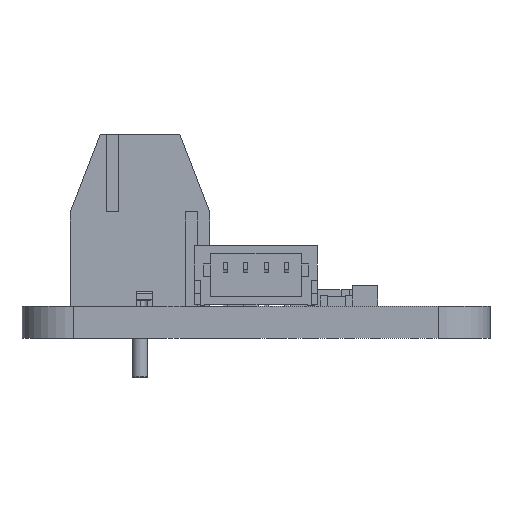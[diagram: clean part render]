
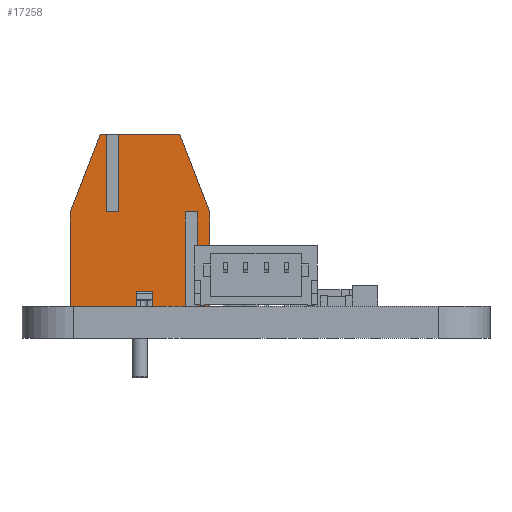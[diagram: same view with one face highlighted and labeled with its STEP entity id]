
A CAD part, left-side view. The second image highlights one B-rep face of the part: STEP entity #17258.
In plain terms, the highlighted face is planar.
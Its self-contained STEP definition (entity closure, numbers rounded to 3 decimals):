
#633=PLANE('',#18835);
#1537=FACE_OUTER_BOUND('',#2616,.T.);
#2616=EDGE_LOOP('',(#12987,#12988,#12989,#12990,#12991,#12992,#12993,#12994,
#12995,#12996,#12997,#12998,#12999,#13000));
#3574=LINE('',#27089,#5359);
#3578=LINE('',#27097,#5363);
#3583=LINE('',#27109,#5368);
#3586=LINE('',#27115,#5371);
#3599=LINE('',#27140,#5384);
#3600=LINE('',#27142,#5385);
#3601=LINE('',#27144,#5386);
#3602=LINE('',#27146,#5387);
#3603=LINE('',#27148,#5388);
#3604=LINE('',#27150,#5389);
#3605=LINE('',#27152,#5390);
#3606=LINE('',#27153,#5391);
#3607=LINE('',#27155,#5392);
#3608=LINE('',#27156,#5393);
#5359=VECTOR('',#21546,10.);
#5363=VECTOR('',#21550,10.);
#5368=VECTOR('',#21559,10.);
#5371=VECTOR('',#21564,10.);
#5384=VECTOR('',#21581,10.);
#5385=VECTOR('',#21582,10.);
#5386=VECTOR('',#21583,10.);
#5387=VECTOR('',#21584,10.);
#5388=VECTOR('',#21585,10.);
#5389=VECTOR('',#21586,10.);
#5390=VECTOR('',#21587,10.);
#5391=VECTOR('',#21588,10.);
#5392=VECTOR('',#21589,10.);
#5393=VECTOR('',#21590,10.);
#7805=VERTEX_POINT('',#27086);
#7806=VERTEX_POINT('',#27088);
#7809=VERTEX_POINT('',#27094);
#7810=VERTEX_POINT('',#27096);
#7815=VERTEX_POINT('',#27108);
#7817=VERTEX_POINT('',#27114);
#7827=VERTEX_POINT('',#27139);
#7828=VERTEX_POINT('',#27141);
#7829=VERTEX_POINT('',#27143);
#7830=VERTEX_POINT('',#27145);
#7831=VERTEX_POINT('',#27147);
#7832=VERTEX_POINT('',#27149);
#7833=VERTEX_POINT('',#27151);
#7834=VERTEX_POINT('',#27154);
#9694=EDGE_CURVE('',#7806,#7805,#3574,.T.);
#9698=EDGE_CURVE('',#7810,#7809,#3578,.T.);
#9704=EDGE_CURVE('',#7815,#7810,#3583,.T.);
#9707=EDGE_CURVE('',#7817,#7815,#3586,.T.);
#9720=EDGE_CURVE('',#7827,#7806,#3599,.T.);
#9721=EDGE_CURVE('',#7828,#7805,#3600,.T.);
#9722=EDGE_CURVE('',#7829,#7828,#3601,.T.);
#9723=EDGE_CURVE('',#7830,#7829,#3602,.T.);
#9724=EDGE_CURVE('',#7831,#7830,#3603,.T.);
#9725=EDGE_CURVE('',#7832,#7831,#3604,.T.);
#9726=EDGE_CURVE('',#7833,#7832,#3605,.T.);
#9727=EDGE_CURVE('',#7817,#7833,#3606,.T.);
#9728=EDGE_CURVE('',#7809,#7834,#3607,.T.);
#9729=EDGE_CURVE('',#7834,#7827,#3608,.T.);
#12987=ORIENTED_EDGE('',*,*,#9720,.T.);
#12988=ORIENTED_EDGE('',*,*,#9694,.T.);
#12989=ORIENTED_EDGE('',*,*,#9721,.F.);
#12990=ORIENTED_EDGE('',*,*,#9722,.F.);
#12991=ORIENTED_EDGE('',*,*,#9723,.F.);
#12992=ORIENTED_EDGE('',*,*,#9724,.F.);
#12993=ORIENTED_EDGE('',*,*,#9725,.F.);
#12994=ORIENTED_EDGE('',*,*,#9726,.F.);
#12995=ORIENTED_EDGE('',*,*,#9727,.F.);
#12996=ORIENTED_EDGE('',*,*,#9707,.T.);
#12997=ORIENTED_EDGE('',*,*,#9704,.T.);
#12998=ORIENTED_EDGE('',*,*,#9698,.T.);
#12999=ORIENTED_EDGE('',*,*,#9728,.T.);
#13000=ORIENTED_EDGE('',*,*,#9729,.T.);
#17258=ADVANCED_FACE('',(#1537),#633,.T.);
#18835=AXIS2_PLACEMENT_3D('',#27138,#21579,#21580);
#21546=DIRECTION('',(0.,-1.,0.));
#21550=DIRECTION('',(0.,-1.,0.));
#21559=DIRECTION('',(0.,-0.358,0.934));
#21564=DIRECTION('',(0.,0.,1.));
#21579=DIRECTION('center_axis',(1.,0.,0.));
#21580=DIRECTION('ref_axis',(0.,1.,0.));
#21581=DIRECTION('',(0.,0.,1.));
#21582=DIRECTION('',(0.,0.358,0.934));
#21583=DIRECTION('',(0.,0.,1.));
#21584=DIRECTION('',(0.,-1.,0.));
#21585=DIRECTION('',(0.,0.,-1.));
#21586=DIRECTION('',(0.,-1.,0.));
#21587=DIRECTION('',(0.,0.,1.));
#21588=DIRECTION('',(0.,-1.,0.));
#21589=DIRECTION('',(0.,0.,-1.));
#21590=DIRECTION('',(0.,-1.,0.));
#27086=CARTESIAN_POINT('',(3.5,-1.891,8.4));
#27088=CARTESIAN_POINT('',(3.5,-1.566,8.4));
#27089=CARTESIAN_POINT('',(3.5,0.05,8.4));
#27094=CARTESIAN_POINT('',(3.5,-1.016,8.4));
#27096=CARTESIAN_POINT('',(3.5,1.991,8.4));
#27097=CARTESIAN_POINT('',(3.5,0.05,8.4));
#27108=CARTESIAN_POINT('',(3.5,3.45,4.6));
#27109=CARTESIAN_POINT('',(3.5,4.001,3.164));
#27114=CARTESIAN_POINT('',(3.5,3.45,0.));
#27115=CARTESIAN_POINT('',(3.5,3.45,0.35));
#27138=CARTESIAN_POINT('Origin',(3.5,0.05,0.));
#27139=CARTESIAN_POINT('',(3.5,-1.566,4.6));
#27140=CARTESIAN_POINT('',(3.5,-1.566,2.3));
#27141=CARTESIAN_POINT('',(3.5,-3.35,4.6));
#27142=CARTESIAN_POINT('',(3.5,-3.172,5.064));
#27143=CARTESIAN_POINT('',(3.5,-3.35,0.));
#27144=CARTESIAN_POINT('',(3.5,-3.35,0.35));
#27145=CARTESIAN_POINT('',(3.5,2.275,0.));
#27146=CARTESIAN_POINT('',(3.5,-1.65,0.));
#27147=CARTESIAN_POINT('',(3.5,2.275,4.6));
#27148=CARTESIAN_POINT('',(3.5,2.275,2.3));
#27149=CARTESIAN_POINT('',(3.5,2.825,4.6));
#27150=CARTESIAN_POINT('',(3.5,1.156,4.6));
#27151=CARTESIAN_POINT('',(3.5,2.825,0.));
#27152=CARTESIAN_POINT('',(3.5,2.825,2.3));
#27153=CARTESIAN_POINT('',(3.5,-1.65,0.));
#27154=CARTESIAN_POINT('',(3.5,-1.016,4.6));
#27155=CARTESIAN_POINT('',(3.5,-1.016,2.3));
#27156=CARTESIAN_POINT('',(3.5,1.156,4.6));
